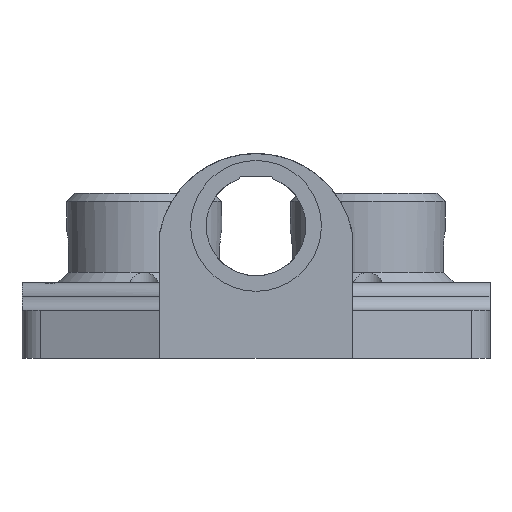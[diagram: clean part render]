
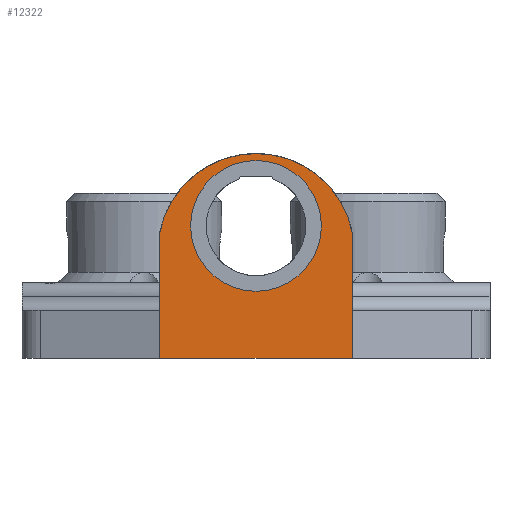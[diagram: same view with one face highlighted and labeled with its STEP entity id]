
A CAD part, front view. The second image highlights one B-rep face of the part: STEP entity #12322.
In plain terms, the highlighted planar face has unit normal (0, -1, 0).
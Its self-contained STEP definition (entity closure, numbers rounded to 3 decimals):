
#1336=FACE_BOUND('',#2334,.T.);
#1393=PLANE('',#13155);
#1613=FACE_OUTER_BOUND('',#2333,.T.);
#2333=EDGE_LOOP('',(#9107,#9108,#9109,#9110,#9111,#9112));
#2334=EDGE_LOOP('',(#9113));
#3021=LINE('',#15707,#3935);
#3036=LINE('',#15792,#3950);
#3042=LINE('',#15809,#3956);
#3091=LINE('',#16394,#4005);
#3191=LINE('',#18735,#4105);
#3935=VECTOR('',#13650,10.);
#3950=VECTOR('',#13703,10.);
#3956=VECTOR('',#13721,10.);
#4005=VECTOR('',#13892,10.);
#4105=VECTOR('',#14094,10.);
#4866=CIRCLE('',#13057,9.5);
#4952=CIRCLE('',#13156,14.257);
#5086=VERTEX_POINT('',#15704);
#5087=VERTEX_POINT('',#15706);
#5099=VERTEX_POINT('',#15750);
#5109=VERTEX_POINT('',#15790);
#5114=VERTEX_POINT('',#15808);
#5156=VERTEX_POINT('',#16094);
#5710=VERTEX_POINT('',#18733);
#6390=EDGE_CURVE('',#5087,#5086,#3021,.T.);
#6420=EDGE_CURVE('',#5109,#5099,#3036,.T.);
#6428=EDGE_CURVE('',#5114,#5087,#3042,.T.);
#6474=EDGE_CURVE('',#5156,#5156,#4866,.T.);
#6567=EDGE_CURVE('',#5109,#5114,#3091,.T.);
#7044=EDGE_CURVE('',#5086,#5710,#4952,.T.);
#7045=EDGE_CURVE('',#5099,#5710,#3191,.T.);
#9107=ORIENTED_EDGE('',*,*,#7044,.T.);
#9108=ORIENTED_EDGE('',*,*,#7045,.F.);
#9109=ORIENTED_EDGE('',*,*,#6420,.F.);
#9110=ORIENTED_EDGE('',*,*,#6567,.T.);
#9111=ORIENTED_EDGE('',*,*,#6428,.T.);
#9112=ORIENTED_EDGE('',*,*,#6390,.T.);
#9113=ORIENTED_EDGE('',*,*,#6474,.T.);
#12322=ADVANCED_FACE('',(#1613,#1336),#1393,.T.);
#13057=AXIS2_PLACEMENT_3D('',#16095,#13758,#13759);
#13155=AXIS2_PLACEMENT_3D('',#18732,#14090,#14091);
#13156=AXIS2_PLACEMENT_3D('',#18734,#14092,#14093);
#13650=DIRECTION('',(0.,0.,1.));
#13703=DIRECTION('',(0.,0.,1.));
#13721=DIRECTION('',(0.,0.,1.));
#13758=DIRECTION('center_axis',(0.,1.,0.));
#13759=DIRECTION('ref_axis',(-1.,0.,0.));
#13892=DIRECTION('',(1.,0.,0.));
#14090=DIRECTION('center_axis',(0.,-1.,0.));
#14091=DIRECTION('ref_axis',(1.,0.,0.));
#14092=DIRECTION('center_axis',(0.,-1.,0.));
#14093=DIRECTION('ref_axis',(1.,0.,0.));
#14094=DIRECTION('',(0.,0.,1.));
#15704=CARTESIAN_POINT('',(14.,-75.55,18.197));
#15706=CARTESIAN_POINT('',(14.,-75.55,7.));
#15707=CARTESIAN_POINT('',(14.,-75.55,0.));
#15750=CARTESIAN_POINT('',(-14.,-75.55,7.));
#15790=CARTESIAN_POINT('',(-14.,-75.55,0.));
#15792=CARTESIAN_POINT('',(-14.,-75.55,0.));
#15808=CARTESIAN_POINT('',(14.,-75.55,0.));
#15809=CARTESIAN_POINT('',(14.,-75.55,0.));
#16094=CARTESIAN_POINT('',(9.5,-75.55,19.25));
#16095=CARTESIAN_POINT('Origin',(0.,-75.55,
19.25));
#16394=CARTESIAN_POINT('',(-34.,-75.55,0.));
#18732=CARTESIAN_POINT('Origin',(-14.,-75.55,0.));
#18733=CARTESIAN_POINT('',(-14.,-75.55,18.197));
#18734=CARTESIAN_POINT('Origin',(0.,-75.55,
15.5));
#18735=CARTESIAN_POINT('',(-14.,-75.55,0.));
